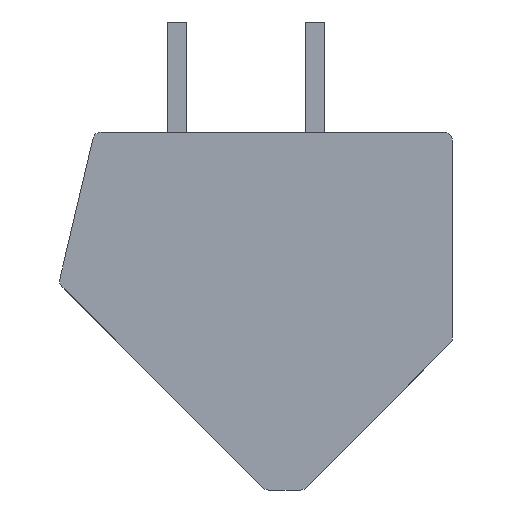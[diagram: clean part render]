
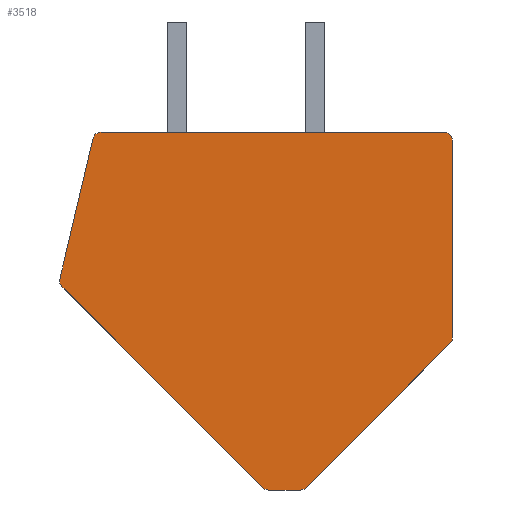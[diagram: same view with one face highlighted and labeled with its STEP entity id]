
A CAD part, front view. The second image highlights one B-rep face of the part: STEP entity #3518.
In plain terms, the highlighted planar face has unit normal (0, -1, 0).
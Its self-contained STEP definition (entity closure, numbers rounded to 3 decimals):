
#663=CARTESIAN_POINT('',(1.626,-3.54,-6.2));
#664=DIRECTION('',(0.,-1.,0.));
#665=DIRECTION('',(0.,0.,-1.));
#666=AXIS2_PLACEMENT_3D('',#663,#664,#665);
#668=DIRECTION('',(1.,0.,0.));
#669=VECTOR('',#668,1.151);
#670=CARTESIAN_POINT('',(0.474,-3.54,-6.5));
#671=LINE('',#670,#669);
#672=CARTESIAN_POINT('',(0.474,-3.54,-6.2));
#673=DIRECTION('',(0.,-1.,0.));
#674=DIRECTION('',(-0.707,0.,-0.707));
#675=AXIS2_PLACEMENT_3D('',#672,#673,#674);
#677=DIRECTION('',(0.707,0.,-0.707));
#678=VECTOR('',#677,10.315);
#679=CARTESIAN_POINT('',(-7.032,-3.54,0.882));
#680=LINE('',#679,#678);
#681=CARTESIAN_POINT('',(-6.82,-3.54,1.094));
#682=DIRECTION('',(0.,-1.,0.));
#683=DIRECTION('',(-0.973,0.,0.23));
#684=AXIS2_PLACEMENT_3D('',#681,#682,#683);
#686=DIRECTION('',(-0.23,0.,-0.973));
#687=VECTOR('',#686,5.247);
#688=CARTESIAN_POINT('',(-5.905,-3.54,6.269));
#689=LINE('',#688,#687);
#690=CARTESIAN_POINT('',(-5.613,-3.54,6.2));
#691=DIRECTION('',(0.,-1.,0.));
#692=DIRECTION('',(0.,0.,1.));
#693=AXIS2_PLACEMENT_3D('',#690,#691,#692);
#695=DIRECTION('',(-1.,0.,0.));
#696=VECTOR('',#695,12.463);
#697=CARTESIAN_POINT('',(6.85,-3.54,6.5));
#698=LINE('',#697,#696);
#699=CARTESIAN_POINT('',(6.85,-3.54,6.2));
#700=DIRECTION('',(0.,-1.,0.));
#701=DIRECTION('',(1.,0.,0.));
#702=AXIS2_PLACEMENT_3D('',#699,#700,#701);
#704=DIRECTION('',(0.,0.,1.));
#705=VECTOR('',#704,7.176);
#706=CARTESIAN_POINT('',(7.15,-3.54,-0.976));
#707=LINE('',#706,#705);
#708=CARTESIAN_POINT('',(6.85,-3.54,-0.976));
#709=DIRECTION('',(0.,-1.,0.));
#710=DIRECTION('',(0.707,0.,-0.707));
#711=AXIS2_PLACEMENT_3D('',#708,#709,#710);
#713=DIRECTION('',(0.707,0.,0.707));
#714=VECTOR('',#713,7.388);
#715=CARTESIAN_POINT('',(1.838,-3.54,-6.412));
#716=LINE('',#715,#714);
#2253=CARTESIAN_POINT('',(1.626,-3.54,-6.5));
#2254=CARTESIAN_POINT('',(1.838,-3.54,-6.412));
#2255=VERTEX_POINT('',#2253);
#2256=VERTEX_POINT('',#2254);
#2257=CARTESIAN_POINT('',(7.062,-3.54,-1.188));
#2258=VERTEX_POINT('',#2257);
#2259=CARTESIAN_POINT('',(7.15,-3.54,-0.976));
#2260=VERTEX_POINT('',#2259);
#2261=CARTESIAN_POINT('',(7.15,-3.54,6.2));
#2262=VERTEX_POINT('',#2261);
#2263=CARTESIAN_POINT('',(6.85,-3.54,6.5));
#2264=VERTEX_POINT('',#2263);
#2265=CARTESIAN_POINT('',(-5.613,-3.54,6.5));
#2266=VERTEX_POINT('',#2265);
#2267=CARTESIAN_POINT('',(-5.905,-3.54,6.269));
#2268=VERTEX_POINT('',#2267);
#2269=CARTESIAN_POINT('',(-7.112,-3.54,1.163));
#2270=VERTEX_POINT('',#2269);
#2271=CARTESIAN_POINT('',(-7.032,-3.54,0.882));
#2272=VERTEX_POINT('',#2271);
#2273=CARTESIAN_POINT('',(0.262,-3.54,-6.412));
#2274=VERTEX_POINT('',#2273);
#2275=CARTESIAN_POINT('',(0.474,-3.54,-6.5));
#2276=VERTEX_POINT('',#2275);
#3499=CARTESIAN_POINT('',(0.,-3.54,0.));
#3500=DIRECTION('',(0.,-1.,0.));
#3501=DIRECTION('',(-1.,0.,0.));
#3502=AXIS2_PLACEMENT_3D('',#3499,#3500,#3501);
#3503=PLANE('',#3502);
#3504=ORIENTED_EDGE('',*,*,#2988,.F.);
#3505=ORIENTED_EDGE('',*,*,#3003,.F.);
#3506=ORIENTED_EDGE('',*,*,#3017,.F.);
#3507=ORIENTED_EDGE('',*,*,#3031,.F.);
#3508=ORIENTED_EDGE('',*,*,#3185,.F.);
#3509=ORIENTED_EDGE('',*,*,#3199,.F.);
#3510=ORIENTED_EDGE('',*,*,#3213,.F.);
#3511=ORIENTED_EDGE('',*,*,#3227,.F.);
#3512=ORIENTED_EDGE('',*,*,#3381,.F.);
#3513=ORIENTED_EDGE('',*,*,#3395,.F.);
#3514=ORIENTED_EDGE('',*,*,#3409,.F.);
#3515=ORIENTED_EDGE('',*,*,#3422,.F.);
#3516=EDGE_LOOP('',(#3504,#3505,#3506,#3507,#3508,#3509,#3510,#3511,#3512,#3513,
#3514,#3515));
#3517=FACE_OUTER_BOUND('',#3516,.F.);
#3518=ADVANCED_FACE('',(#3517),#3503,.T.);
#667=CIRCLE('',#666,0.3);
#676=CIRCLE('',#675,0.3);
#685=CIRCLE('',#684,0.3);
#694=CIRCLE('',#693,0.3);
#703=CIRCLE('',#702,0.3);
#712=CIRCLE('',#711,0.3);
#2988=EDGE_CURVE('',#2255,#2256,#667,.T.);
#3003=EDGE_CURVE('',#2276,#2255,#671,.T.);
#3017=EDGE_CURVE('',#2274,#2276,#676,.T.);
#3031=EDGE_CURVE('',#2272,#2274,#680,.T.);
#3185=EDGE_CURVE('',#2270,#2272,#685,.T.);
#3199=EDGE_CURVE('',#2268,#2270,#689,.T.);
#3213=EDGE_CURVE('',#2266,#2268,#694,.T.);
#3227=EDGE_CURVE('',#2264,#2266,#698,.T.);
#3381=EDGE_CURVE('',#2262,#2264,#703,.T.);
#3395=EDGE_CURVE('',#2260,#2262,#707,.T.);
#3409=EDGE_CURVE('',#2258,#2260,#712,.T.);
#3422=EDGE_CURVE('',#2256,#2258,#716,.T.);
